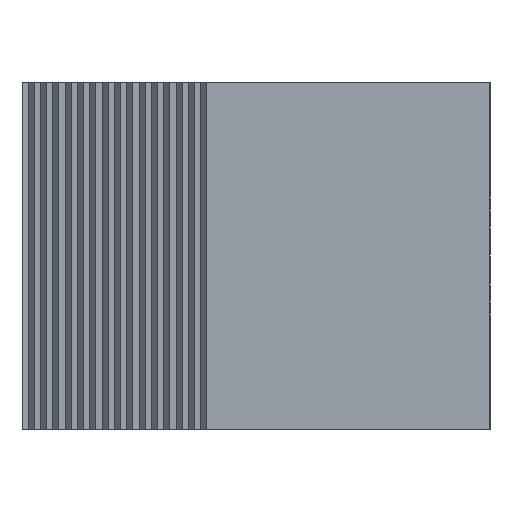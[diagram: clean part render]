
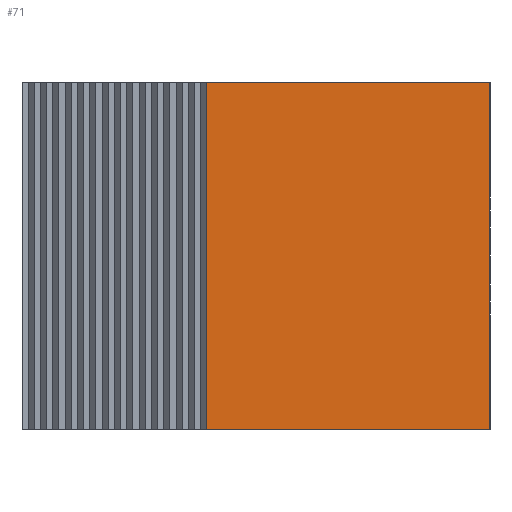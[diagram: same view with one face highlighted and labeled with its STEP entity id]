
A CAD part, left-side view. The second image highlights one B-rep face of the part: STEP entity #71.
In plain terms, the highlighted planar face has unit normal (-1, 0, 0).
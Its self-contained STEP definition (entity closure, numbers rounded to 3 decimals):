
#71=ADVANCED_FACE('',(#166),#167,.T.);
#166=FACE_OUTER_BOUND('',#304,.T.);
#167=PLANE('',#305);
#304=EDGE_LOOP('',(#591,#592,#593,#594));
#305=AXIS2_PLACEMENT_3D('',#595,#596,#597);
#591=ORIENTED_EDGE('',*,*,#1055,.T.);
#592=ORIENTED_EDGE('',*,*,#1056,.F.);
#593=ORIENTED_EDGE('',*,*,#1057,.T.);
#594=ORIENTED_EDGE('',*,*,#1058,.T.);
#595=CARTESIAN_POINT('',(-124.5,0.0,-37.5));
#596=DIRECTION('',(-1.0,0.0,0.0));
#597=DIRECTION('',(0.0,-1.0,0.0));
#1055=EDGE_CURVE('',#1300,#1301,#1302,.T.);
#1056=EDGE_CURVE('',#1303,#1301,#1304,.T.);
#1057=EDGE_CURVE('',#1303,#1305,#1306,.T.);
#1058=EDGE_CURVE('',#1305,#1300,#1307,.T.);
#1300=VERTEX_POINT('',#1734);
#1301=VERTEX_POINT('',#1735);
#1302=LINE('',#1736,#1737);
#1303=VERTEX_POINT('',#1738);
#1304=LINE('',#1739,#1740);
#1305=VERTEX_POINT('',#1741);
#1306=LINE('',#1742,#1743);
#1307=LINE('',#1744,#1745);
#1734=CARTESIAN_POINT('',(-124.5,0.0,37.5));
#1735=CARTESIAN_POINT('',(-124.5,61.2,37.5));
#1736=CARTESIAN_POINT('',(-124.5,61.2,37.5));
#1737=VECTOR('',#2163,1.0);
#1738=CARTESIAN_POINT('',(-124.5,61.2,-37.5));
#1739=CARTESIAN_POINT('',(-124.5,61.2,-37.5));
#1740=VECTOR('',#2164,1.0);
#1741=CARTESIAN_POINT('',(-124.5,0.0,-37.5));
#1742=CARTESIAN_POINT('',(-124.5,61.2,-37.5));
#1743=VECTOR('',#2165,1.0);
#1744=CARTESIAN_POINT('',(-124.5,0.0,-37.5));
#1745=VECTOR('',#2166,1.0);
#2163=DIRECTION('',(0.0,1.0,0.0));
#2164=DIRECTION('',(0.0,0.0,1.0));
#2165=DIRECTION('',(0.0,-1.0,0.0));
#2166=DIRECTION('',(0.0,0.0,1.0));
